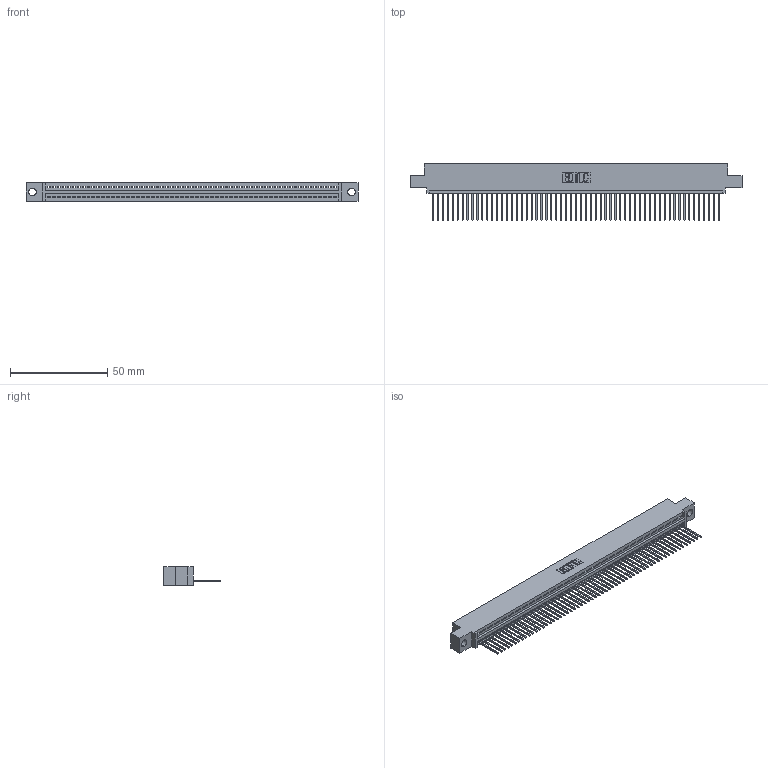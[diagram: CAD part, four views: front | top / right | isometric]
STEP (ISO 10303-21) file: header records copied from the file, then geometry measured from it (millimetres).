
FILE_DESCRIPTION (( 'STEP AP203' ), '1' );
FILE_NAME ('345-059-540-404.STEP', '2021-05-28T15:45:53', ( '' ), ( '' ), 'SwSTEP 2.0', 'SolidWorks 2020', '' );
FILE_SCHEMA (( 'CONFIG_CONTROL_DESIGN' ));
Length unit declared in the file: inch
Products named in the file (3): 345-292-001_345-293-140; 345 Part_0.110 Offset - 0.156 Dia-TI; 345-059-540-404
Assembly tree (60 placements, depth 2):
  345-059-540-404
    345 Part_0.110 Offset - 0.156 Dia-TI
    345-292-001_345-293-140  x59
Bounding box: 171.07 x 29.13 x 9.4 mm (x, y, z)
Volume: 16288.1 mm3; surface area: 22375.8 mm2
Topology: 60 solids, 60 shells, 3566 faces, 10773 edges, 7102 vertices
Faces by surface type: plane 2458, cylinder 1108
Entity records: 42685 total; most frequent: CARTESIAN_POINT 7403, ORIENTED_EDGE 7394, DIRECTION 6439, EDGE_CURVE 3697, VECTOR 3329, LINE 3329, VERTEX_POINT 2462, AXIS2_PLACEMENT_3D 1555
